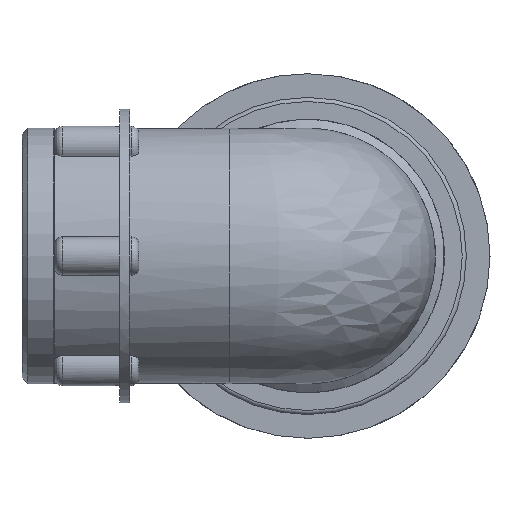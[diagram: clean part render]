
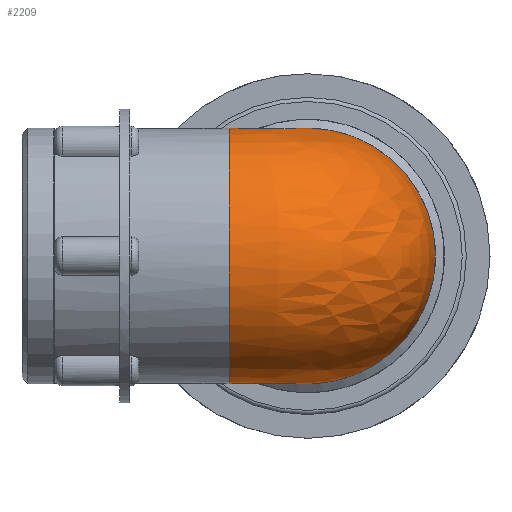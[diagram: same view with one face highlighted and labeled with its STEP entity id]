
A CAD part, left-side view. The second image highlights one B-rep face of the part: STEP entity #2209.
In plain terms, the highlighted free-form (B-spline) face has degree [2, 2] with [7, 3] control points.
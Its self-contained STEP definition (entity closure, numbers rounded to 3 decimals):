
#24=(
BOUNDED_SURFACE()
B_SPLINE_SURFACE(2,2,((#4334,#4335,#4336),(#4337,#4338,#4339),(#4340,#4341,
#4342),(#4343,#4344,#4345),(#4346,#4347,#4348),(#4349,#4350,#4351),(#4352,
#4353,#4354)),.UNSPECIFIED.,.F.,.F.,.F.)
B_SPLINE_SURFACE_WITH_KNOTS((3,2,2,3),(3,3),(-2.234,-0.745,
0.745,2.234),(-3.142,-1.571),
 .UNSPECIFIED.)
GEOMETRIC_REPRESENTATION_ITEM()
RATIONAL_B_SPLINE_SURFACE(((1.,0.707,1.),(0.735,
0.52,0.735),(1.,0.707,1.),(0.735,
0.52,0.735),(1.,0.707,1.),(0.735,
0.52,0.735),(1.,0.707,1.)))
REPRESENTATION_ITEM('')
SURFACE()
);
#244=FACE_OUTER_BOUND('',#384,.T.);
#384=EDGE_LOOP('',(#1803,#1804));
#566=CIRCLE('',#2431,46.947);
#581=CIRCLE('',#2456,46.947);
#1038=VERTEX_POINT('',#4007);
#1039=VERTEX_POINT('',#4009);
#1313=EDGE_CURVE('',#1039,#1038,#566,.T.);
#1331=EDGE_CURVE('',#1039,#1038,#581,.T.);
#1803=ORIENTED_EDGE('',*,*,#1313,.T.);
#1804=ORIENTED_EDGE('',*,*,#1331,.F.);
#2209=ADVANCED_FACE('',(#244),#24,.F.);
#2431=AXIS2_PLACEMENT_3D('',#4010,#2980,#2981);
#2456=AXIS2_PLACEMENT_3D('',#4057,#3030,#3031);
#2980=DIRECTION('center_axis',(0.,-1.,0.));
#2981=DIRECTION('ref_axis',(-1.,0.,0.));
#3030=DIRECTION('center_axis',(1.,0.,0.));
#3031=DIRECTION('ref_axis',(0.,-1.,0.));
#4007=CARTESIAN_POINT('',(28.89,28.89,-37.005));
#4009=CARTESIAN_POINT('',(28.89,28.89,37.005));
#4010=CARTESIAN_POINT('Origin',(0.,28.89,0.));
#4057=CARTESIAN_POINT('Origin',(28.89,0.,0.));
#4334=CARTESIAN_POINT('Ctrl Pts',(28.89,28.89,-37.005));
#4335=CARTESIAN_POINT('Ctrl Pts',(28.89,28.89,-37.005));
#4336=CARTESIAN_POINT('Ctrl Pts',(28.89,28.89,-37.005));
#4337=CARTESIAN_POINT('Ctrl Pts',(-5.209,28.89,-63.627));
#4338=CARTESIAN_POINT('Ctrl Pts',(-5.209,-5.209,-63.627));
#4339=CARTESIAN_POINT('Ctrl Pts',(28.89,-5.209,-63.627));
#4340=CARTESIAN_POINT('Ctrl Pts',(-34.524,28.89,-31.813));
#4341=CARTESIAN_POINT('Ctrl Pts',(-34.524,-34.524,-31.813));
#4342=CARTESIAN_POINT('Ctrl Pts',(28.89,-34.524,-31.813));
#4343=CARTESIAN_POINT('Ctrl Pts',(-63.84,28.89,0.));
#4344=CARTESIAN_POINT('Ctrl Pts',(-63.84,-63.84,0.));
#4345=CARTESIAN_POINT('Ctrl Pts',(28.89,-63.84,0.));
#4346=CARTESIAN_POINT('Ctrl Pts',(-34.524,28.89,31.813));
#4347=CARTESIAN_POINT('Ctrl Pts',(-34.524,-34.524,31.813));
#4348=CARTESIAN_POINT('Ctrl Pts',(28.89,-34.524,31.813));
#4349=CARTESIAN_POINT('Ctrl Pts',(-5.209,28.89,63.627));
#4350=CARTESIAN_POINT('Ctrl Pts',(-5.209,-5.209,63.627));
#4351=CARTESIAN_POINT('Ctrl Pts',(28.89,-5.209,63.627));
#4352=CARTESIAN_POINT('Ctrl Pts',(28.89,28.89,37.005));
#4353=CARTESIAN_POINT('Ctrl Pts',(28.89,28.89,37.005));
#4354=CARTESIAN_POINT('Ctrl Pts',(28.89,28.89,37.005));
